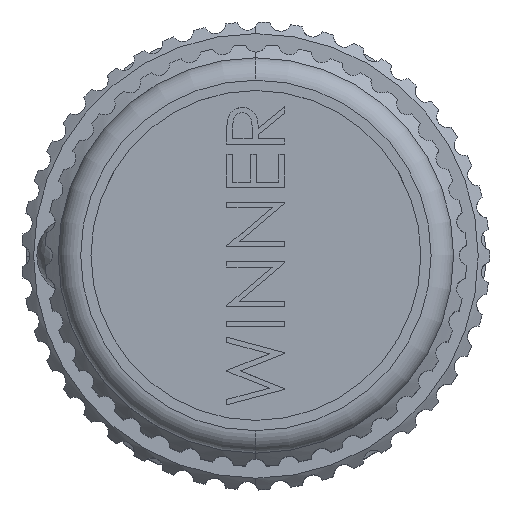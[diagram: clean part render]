
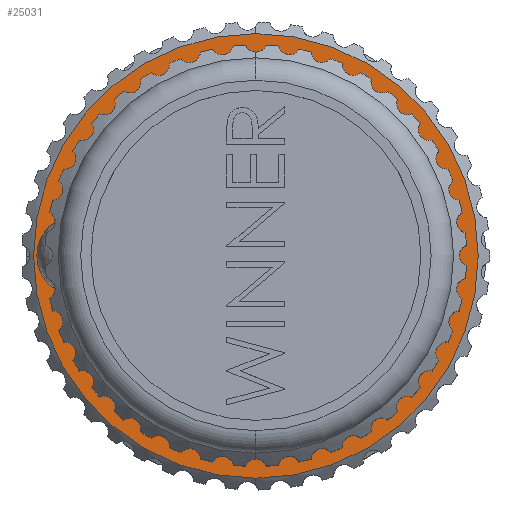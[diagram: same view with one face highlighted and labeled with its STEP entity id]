
A CAD part, top view. The second image highlights one B-rep face of the part: STEP entity #25031.
In plain terms, the highlighted planar face has unit normal (0, 0, 1).
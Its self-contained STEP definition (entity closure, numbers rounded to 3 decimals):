
#318 = CIRCLE ( 'NONE', #13347, 8.56 ) ;
#1316 = VERTEX_POINT ( 'NONE', #25228 ) ;
#1484 = CARTESIAN_POINT ( 'NONE',  ( 0., 0., 23.755 ) ) ;
#2474 = CARTESIAN_POINT ( 'NONE',  ( 0., -8.56, 23.755 ) ) ;
#2616 = CARTESIAN_POINT ( 'NONE',  ( 0., 8.56, 23.755 ) ) ;
#3398 = VERTEX_POINT ( 'NONE', #20916 ) ;
#3570 = DIRECTION ( 'NONE',  ( 0., 0., 1. ) ) ;
#3764 = DIRECTION ( 'NONE',  ( 0., 1., 0. ) ) ;
#3905 = ORIENTED_EDGE ( 'NONE', *, *, #12110, .T. ) ;
#4134 = DIRECTION ( 'NONE',  ( 0., 0., 1. ) ) ;
#4308 = FACE_BOUND ( 'NONE', #11083, .T. ) ;
#5144 = DIRECTION ( 'NONE',  ( 0., 1., 0. ) ) ;
#5265 = DIRECTION ( 'NONE',  ( 0., 1., 0. ) ) ;
#5912 = DIRECTION ( 'NONE',  ( 0., 1., 0. ) ) ;
#9382 = EDGE_LOOP ( 'NONE', ( #3905, #18484 ) ) ;
#9911 = DIRECTION ( 'NONE',  ( 0., 0., 1. ) ) ;
#11083 = EDGE_LOOP ( 'NONE', ( #20794, #17598 ) ) ;
#12110 = EDGE_CURVE ( 'NONE', #3398, #1316, #14688, .T. ) ;
#12555 = CARTESIAN_POINT ( 'NONE',  ( 0., 0., 23.755 ) ) ;
#12558 = CIRCLE ( 'NONE', #20799, 15.3 ) ;
#13347 = AXIS2_PLACEMENT_3D ( 'NONE', #1484, #9911, #18680 ) ;
#13925 = DIRECTION ( 'NONE',  ( 0., 0., 1. ) ) ;
#13980 = EDGE_CURVE ( 'NONE', #15491, #23445, #14639, .T. ) ;
#14639 = CIRCLE ( 'NONE', #22881, 8.56 ) ;
#14688 = CIRCLE ( 'NONE', #20320, 15.3 ) ;
#15491 = VERTEX_POINT ( 'NONE', #2616 ) ;
#16661 = PLANE ( 'NONE',  #23319 ) ;
#17598 = ORIENTED_EDGE ( 'NONE', *, *, #24308, .F. ) ;
#17968 = DIRECTION ( 'NONE',  ( 0., 0., 1. ) ) ;
#18015 = FACE_OUTER_BOUND ( 'NONE', #9382, .T. ) ;
#18484 = ORIENTED_EDGE ( 'NONE', *, *, #18665, .T. ) ;
#18665 = EDGE_CURVE ( 'NONE', #1316, #3398, #12558, .T. ) ;
#18680 = DIRECTION ( 'NONE',  ( 0., 1., 0. ) ) ;
#20320 = AXIS2_PLACEMENT_3D ( 'NONE', #24830, #3570, #5912 ) ;
#20794 = ORIENTED_EDGE ( 'NONE', *, *, #13980, .F. ) ;
#20799 = AXIS2_PLACEMENT_3D ( 'NONE', #24432, #13925, #5144 ) ;
#20916 = CARTESIAN_POINT ( 'NONE',  ( 0., -15.3, 23.755 ) ) ;
#22352 = CARTESIAN_POINT ( 'NONE',  ( 0., 0., 23.755 ) ) ;
#22881 = AXIS2_PLACEMENT_3D ( 'NONE', #22352, #17968, #5265 ) ;
#23319 = AXIS2_PLACEMENT_3D ( 'NONE', #12555, #4134, #3764 ) ;
#23445 = VERTEX_POINT ( 'NONE', #2474 ) ;
#24308 = EDGE_CURVE ( 'NONE', #23445, #15491, #318, .T. ) ;
#24432 = CARTESIAN_POINT ( 'NONE',  ( 0., 0., 23.755 ) ) ;
#24830 = CARTESIAN_POINT ( 'NONE',  ( 0., 0., 23.755 ) ) ;
#25031 = ADVANCED_FACE ( 'NONE', ( #4308, #18015 ), #16661, .T. ) ;
#25228 = CARTESIAN_POINT ( 'NONE',  ( 0., 15.3, 23.755 ) ) ;
